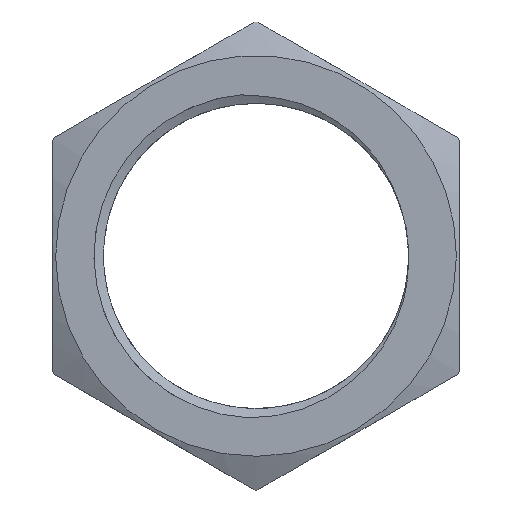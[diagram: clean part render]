
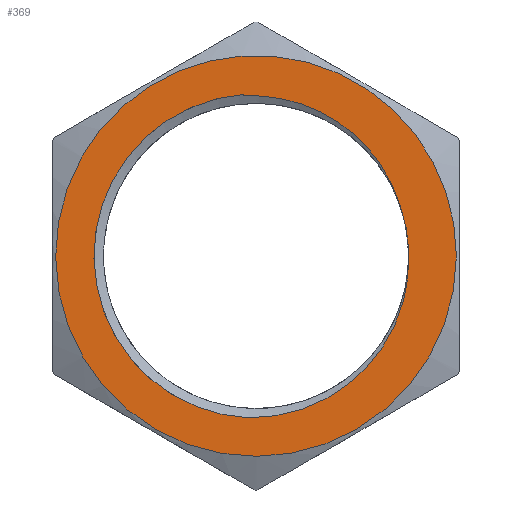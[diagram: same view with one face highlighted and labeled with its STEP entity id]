
A CAD part, top view. The second image highlights one B-rep face of the part: STEP entity #369.
In plain terms, the highlighted planar face has unit normal (0, 0, 1).
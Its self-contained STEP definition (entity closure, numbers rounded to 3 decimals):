
#18=FACE_BOUND('',#113,.T.);
#41=PLANE('',#414);
#43=CIRCLE('',#380,12.38);
#44=CIRCLE('',#383,13.141);
#46=CIRCLE('',#392,16.25);
#88=FACE_OUTER_BOUND('',#112,.T.);
#112=EDGE_LOOP('',(#341));
#113=EDGE_LOOP('',(#342,#343,#344,#345,#346));
#115=LINE('',#1036,#130);
#130=VECTOR('',#426,10.);
#146=B_SPLINE_CURVE_WITH_KNOTS('',3,(#697,#698,#699,#700,#701,#702,#703,
#704,#705,#706),.UNSPECIFIED.,.F.,.F.,(4,3,3,4),(-1.705,-1.24,
-0.625,0.),.UNSPECIFIED.);
#151=B_SPLINE_CURVE_WITH_KNOTS('',3,(#1021,#1022,#1023,#1024,#1025,#1026,
#1027,#1028,#1029,#1030,#1031,#1032,#1033),.UNSPECIFIED.,.F.,.F.,(4,3,3,
3,4),(-1.978,-1.874,-1.238,-0.613,
0.),.UNSPECIFIED.);
#154=VERTEX_POINT('',#662);
#155=VERTEX_POINT('',#696);
#158=VERTEX_POINT('',#744);
#160=VERTEX_POINT('',#932);
#161=VERTEX_POINT('',#1035);
#186=VERTEX_POINT('',#1120);
#190=EDGE_CURVE('',#154,#155,#146,.T.);
#195=EDGE_CURVE('',#158,#154,#43,.T.);
#198=EDGE_CURVE('',#160,#158,#151,.T.);
#199=EDGE_CURVE('',#155,#161,#115,.T.);
#201=EDGE_CURVE('',#160,#161,#44,.T.);
#227=EDGE_CURVE('',#186,#186,#46,.T.);
#341=ORIENTED_EDGE('',*,*,#227,.F.);
#342=ORIENTED_EDGE('',*,*,#201,.T.);
#343=ORIENTED_EDGE('',*,*,#199,.F.);
#344=ORIENTED_EDGE('',*,*,#190,.F.);
#345=ORIENTED_EDGE('',*,*,#195,.F.);
#346=ORIENTED_EDGE('',*,*,#198,.F.);
#369=ADVANCED_FACE('',(#88,#18),#41,.T.);
#380=AXIS2_PLACEMENT_3D('',#777,#422,#423);
#383=AXIS2_PLACEMENT_3D('',#1039,#430,#431);
#392=AXIS2_PLACEMENT_3D('',#1121,#460,#461);
#414=AXIS2_PLACEMENT_3D('',#1144,#504,#505);
#422=DIRECTION('center_axis',(0.,0.,1.));
#423=DIRECTION('ref_axis',(-1.,0.,0.));
#426=DIRECTION('',(-0.078,0.997,0.));
#430=DIRECTION('center_axis',(0.,0.,-1.));
#431=DIRECTION('ref_axis',(-1.,0.,0.));
#460=DIRECTION('center_axis',(0.,0.,-1.));
#461=DIRECTION('ref_axis',(-1.,0.,0.));
#504=DIRECTION('center_axis',(0.,0.,1.));
#505=DIRECTION('ref_axis',(1.,0.,0.));
#662=CARTESIAN_POINT('',(11.781,3.805,4.06));
#696=CARTESIAN_POINT('',(-1.017,12.999,4.06));
#697=CARTESIAN_POINT('Ctrl Pts',(11.781,3.805,4.06));
#698=CARTESIAN_POINT('Ctrl Pts',(11.362,5.297,4.06));
#699=CARTESIAN_POINT('Ctrl Pts',(10.664,6.708,4.06));
#700=CARTESIAN_POINT('Ctrl Pts',(9.734,7.944,4.06));
#701=CARTESIAN_POINT('Ctrl Pts',(8.507,9.575,4.06));
#702=CARTESIAN_POINT('Ctrl Pts',(6.875,10.898,4.06));
#703=CARTESIAN_POINT('Ctrl Pts',(5.033,11.771,4.06));
#704=CARTESIAN_POINT('Ctrl Pts',(3.158,12.66,4.06));
#705=CARTESIAN_POINT('Ctrl Pts',(1.066,13.083,4.06));
#706=CARTESIAN_POINT('Ctrl Pts',(-1.017,12.999,4.06));
#744=CARTESIAN_POINT('',(12.35,-0.859,4.06));
#777=CARTESIAN_POINT('Origin',(0.,0.,4.06));
#932=CARTESIAN_POINT('',(-0.57,-13.129,4.06));
#1021=CARTESIAN_POINT('Ctrl Pts',(-0.57,-13.129,
4.06));
#1022=CARTESIAN_POINT('Ctrl Pts',(-0.225,-13.131,
4.06));
#1023=CARTESIAN_POINT('Ctrl Pts',(0.119,-13.12,4.06));
#1024=CARTESIAN_POINT('Ctrl Pts',(0.462,-13.095,4.06));
#1025=CARTESIAN_POINT('Ctrl Pts',(2.573,-12.941,4.06));
#1026=CARTESIAN_POINT('Ctrl Pts',(4.648,-12.263,4.06));
#1027=CARTESIAN_POINT('Ctrl Pts',(6.435,-11.137,4.06));
#1028=CARTESIAN_POINT('Ctrl Pts',(8.19,-10.031,4.06));
#1029=CARTESIAN_POINT('Ctrl Pts',(9.677,-8.487,4.06));
#1030=CARTESIAN_POINT('Ctrl Pts',(10.706,-6.684,4.06));
#1031=CARTESIAN_POINT('Ctrl Pts',(11.716,-4.916,4.06));
#1032=CARTESIAN_POINT('Ctrl Pts',(12.29,-2.901,4.06));
#1033=CARTESIAN_POINT('Ctrl Pts',(12.35,-0.859,4.06));
#1035=CARTESIAN_POINT('',(-1.025,13.101,4.06));
#1036=CARTESIAN_POINT('',(-0.502,6.42,4.06));
#1039=CARTESIAN_POINT('Origin',(0.,0.,4.06));
#1120=CARTESIAN_POINT('',(16.25,0.,4.06));
#1121=CARTESIAN_POINT('Origin',(0.,0.,4.06));
#1144=CARTESIAN_POINT('Origin',(16.433,-9.487,4.06));
